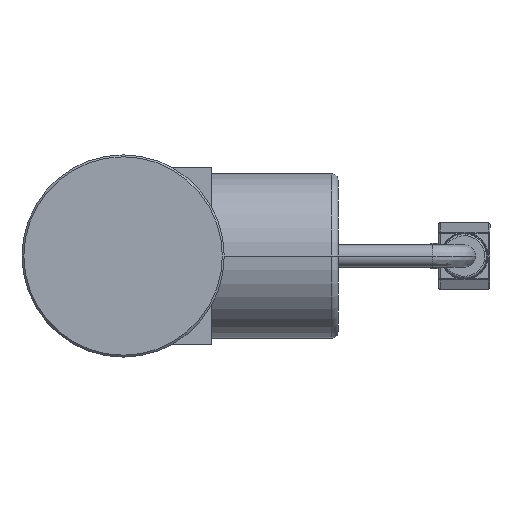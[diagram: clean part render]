
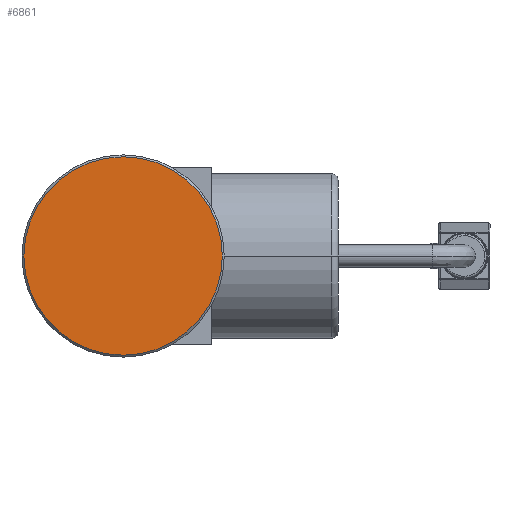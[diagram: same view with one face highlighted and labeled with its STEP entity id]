
A CAD part, left-side view. The second image highlights one B-rep face of the part: STEP entity #6861.
In plain terms, the highlighted planar face has unit normal (-1, 0, 0).
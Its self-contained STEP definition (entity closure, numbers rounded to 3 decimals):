
#195 = DIRECTION ( 'NONE',  ( 0., 0., 1. ) ) ;
#1609 = VERTEX_POINT ( 'NONE', #2926 ) ;
#1755 = DIRECTION ( 'NONE',  ( 0., 0., 1. ) ) ;
#2185 = CARTESIAN_POINT ( 'NONE',  ( 0., 0., 0. ) ) ;
#2481 = CARTESIAN_POINT ( 'NONE',  ( 0., 0., 0. ) ) ;
#2926 = CARTESIAN_POINT ( 'NONE',  ( 0., 0., 15.7 ) ) ;
#3088 = DIRECTION ( 'NONE',  ( -1., 0., 0. ) ) ;
#3615 = PLANE ( 'NONE',  #4258 ) ;
#3646 = DIRECTION ( 'NONE',  ( 1., 0., 0. ) ) ;
#3799 = VERTEX_POINT ( 'NONE', #7735 ) ;
#3996 = FACE_OUTER_BOUND ( 'NONE', #5018, .T. ) ;
#4137 = EDGE_CURVE ( 'NONE', #3799, #1609, #7402, .T. ) ;
#4258 = AXIS2_PLACEMENT_3D ( 'NONE', #2185, #3646, #8578 ) ;
#4303 = CIRCLE ( 'NONE', #5966, 15.7 ) ;
#4582 = ORIENTED_EDGE ( 'NONE', *, *, #9004, .T. ) ;
#5018 = EDGE_LOOP ( 'NONE', ( #8417, #4582 ) ) ;
#5227 = DIRECTION ( 'NONE',  ( -1., 0., 0. ) ) ;
#5409 = AXIS2_PLACEMENT_3D ( 'NONE', #2481, #5227, #1755 ) ;
#5812 = CARTESIAN_POINT ( 'NONE',  ( 0., 0., 0. ) ) ;
#5966 = AXIS2_PLACEMENT_3D ( 'NONE', #5812, #3088, #195 ) ;
#6861 = ADVANCED_FACE ( 'NONE', ( #3996 ), #3615, .F. ) ;
#7402 = CIRCLE ( 'NONE', #5409, 15.7 ) ;
#7735 = CARTESIAN_POINT ( 'NONE',  ( 0., 0., -15.7 ) ) ;
#8417 = ORIENTED_EDGE ( 'NONE', *, *, #4137, .T. ) ;
#8578 = DIRECTION ( 'NONE',  ( 0., 0., -1. ) ) ;
#9004 = EDGE_CURVE ( 'NONE', #1609, #3799, #4303, .T. ) ;
